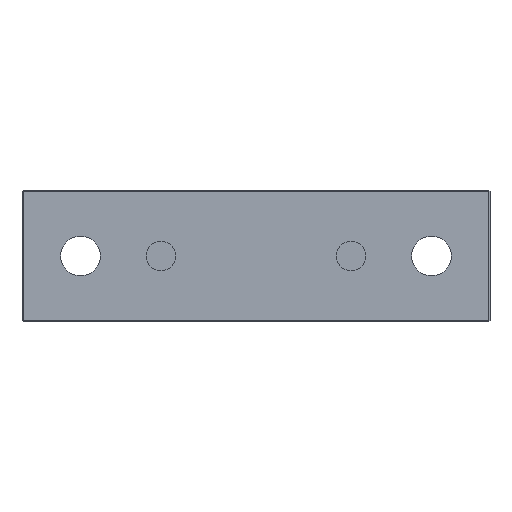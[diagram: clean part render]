
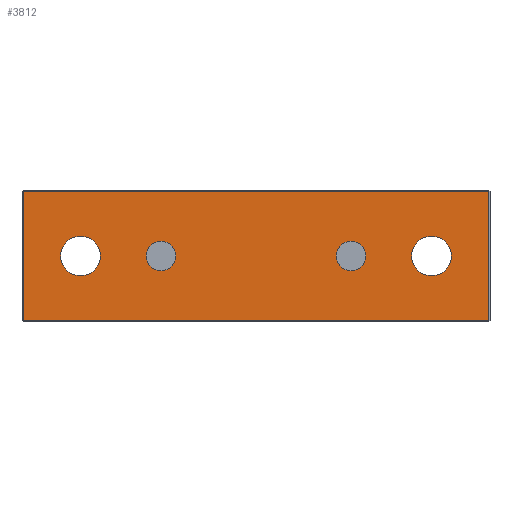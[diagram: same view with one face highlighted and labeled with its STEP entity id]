
A CAD part, front view. The second image highlights one B-rep face of the part: STEP entity #3812.
In plain terms, the highlighted planar face has unit normal (0, -1, 0).
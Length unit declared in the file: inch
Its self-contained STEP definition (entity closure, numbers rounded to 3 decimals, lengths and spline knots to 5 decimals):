
#2 = CIRCLE ( 'NONE', #1653, 0.17 ) ;
#57 = CARTESIAN_POINT ( 'NONE',  ( -1.67, -1.75, 0. ) ) ;
#94 = AXIS2_PLACEMENT_3D ( 'NONE', #1456, #5623, #2057 ) ;
#111 = EDGE_CURVE ( 'NONE', #328, #5081, #6618, .T. ) ;
#128 = CARTESIAN_POINT ( 'NONE',  ( 2., -1.75, 0.5525 ) ) ;
#146 = FACE_OUTER_BOUND ( 'NONE', #7114, .T. ) ;
#291 = CARTESIAN_POINT ( 'NONE',  ( 1.5, -1.75, 0. ) ) ;
#315 = CIRCLE ( 'NONE', #2010, 0.126 ) ;
#328 = VERTEX_POINT ( 'NONE', #7150 ) ;
#450 = ORIENTED_EDGE ( 'NONE', *, *, #111, .T. ) ;
#468 = DIRECTION ( 'NONE',  ( -1., 0., 0. ) ) ;
#570 = CARTESIAN_POINT ( 'NONE',  ( 2., -1.75, 0. ) ) ;
#616 = EDGE_CURVE ( 'NONE', #7287, #4167, #740, .T. ) ;
#650 = ORIENTED_EDGE ( 'NONE', *, *, #2660, .T. ) ;
#740 = CIRCLE ( 'NONE', #6268, 0.17 ) ;
#805 = CARTESIAN_POINT ( 'NONE',  ( 0.9385, -1.75, 0. ) ) ;
#839 = VERTEX_POINT ( 'NONE', #3522 ) ;
#849 = ORIENTED_EDGE ( 'NONE', *, *, #3614, .T. ) ;
#882 = DIRECTION ( 'NONE',  ( -1., 0., 0. ) ) ;
#946 = VERTEX_POINT ( 'NONE', #3021 ) ;
#998 = CARTESIAN_POINT ( 'NONE',  ( -0.6865, -1.75, 0. ) ) ;
#1040 = CARTESIAN_POINT ( 'NONE',  ( 1.67, -1.75, 0. ) ) ;
#1076 = CARTESIAN_POINT ( 'NONE',  ( -0.8125, -1.75, 0. ) ) ;
#1168 = DIRECTION ( 'NONE',  ( 0., 0., -1. ) ) ;
#1175 = CARTESIAN_POINT ( 'NONE',  ( -1.33, -1.75, 0. ) ) ;
#1245 = AXIS2_PLACEMENT_3D ( 'NONE', #570, #4766, #1168 ) ;
#1440 = AXIS2_PLACEMENT_3D ( 'NONE', #3349, #7493, #3966 ) ;
#1456 = CARTESIAN_POINT ( 'NONE',  ( 0.8125, -1.75, 0. ) ) ;
#1468 = EDGE_LOOP ( 'NONE', ( #1697, #4583 ) ) ;
#1653 = AXIS2_PLACEMENT_3D ( 'NONE', #6783, #3237, #7384 ) ;
#1683 = DIRECTION ( 'NONE',  ( -1., 0., 0. ) ) ;
#1697 = ORIENTED_EDGE ( 'NONE', *, *, #4311, .T. ) ;
#1746 = FACE_BOUND ( 'NONE', #5704, .T. ) ;
#1866 = VERTEX_POINT ( 'NONE', #1175 ) ;
#1876 = VECTOR ( 'NONE', #4936, 39.37008 ) ;
#1929 = FACE_BOUND ( 'NONE', #5716, .T. ) ;
#2010 = AXIS2_PLACEMENT_3D ( 'NONE', #1076, #5269, #1683 ) ;
#2015 = CARTESIAN_POINT ( 'NONE',  ( -0.9385, -1.75, 0. ) ) ;
#2057 = DIRECTION ( 'NONE',  ( -1., 0., 0. ) ) ;
#2079 = VECTOR ( 'NONE', #2272, 39.37008 ) ;
#2084 = VERTEX_POINT ( 'NONE', #2015 ) ;
#2118 = EDGE_CURVE ( 'NONE', #5026, #946, #6710, .T. ) ;
#2272 = DIRECTION ( 'NONE',  ( 1., 0., 0. ) ) ;
#2295 = ORIENTED_EDGE ( 'NONE', *, *, #7693, .T. ) ;
#2409 = EDGE_CURVE ( 'NONE', #1866, #7484, #6148, .T. ) ;
#2463 = ORIENTED_EDGE ( 'NONE', *, *, #2118, .T. ) ;
#2511 = AXIS2_PLACEMENT_3D ( 'NONE', #7606, #4071, #468 ) ;
#2571 = VERTEX_POINT ( 'NONE', #6114 ) ;
#2660 = EDGE_CURVE ( 'NONE', #4167, #7287, #2, .T. ) ;
#2704 = CARTESIAN_POINT ( 'NONE',  ( 1.99, -1.75, 0. ) ) ;
#2873 = CARTESIAN_POINT ( 'NONE',  ( -1.5, -1.75, 0. ) ) ;
#2948 = LINE ( 'NONE', #2704, #6094 ) ;
#3021 = CARTESIAN_POINT ( 'NONE',  ( 0.6865, -1.75, 0. ) ) ;
#3032 = CARTESIAN_POINT ( 'NONE',  ( -1.99, -1.75, 0. ) ) ;
#3122 = EDGE_CURVE ( 'NONE', #6629, #2084, #5039, .T. ) ;
#3128 = DIRECTION ( 'NONE',  ( -1., 0., 0. ) ) ;
#3142 = VECTOR ( 'NONE', #3128, 39.37008 ) ;
#3158 = AXIS2_PLACEMENT_3D ( 'NONE', #2873, #7018, #3471 ) ;
#3237 = DIRECTION ( 'NONE',  ( 0., 1., 0. ) ) ;
#3340 = FACE_BOUND ( 'NONE', #3757, .T. ) ;
#3349 = CARTESIAN_POINT ( 'NONE',  ( -1.5, -1.75, 0. ) ) ;
#3471 = DIRECTION ( 'NONE',  ( -1., 0., 0. ) ) ;
#3505 = CARTESIAN_POINT ( 'NONE',  ( 0.8125, -1.75, 0. ) ) ;
#3522 = CARTESIAN_POINT ( 'NONE',  ( 1.99, -1.75, -0.5525 ) ) ;
#3614 = EDGE_CURVE ( 'NONE', #7484, #1866, #4836, .T. ) ;
#3706 = AXIS2_PLACEMENT_3D ( 'NONE', #3505, #7645, #4112 ) ;
#3757 = EDGE_LOOP ( 'NONE', ( #650, #7033 ) ) ;
#3765 = EDGE_CURVE ( 'NONE', #946, #5026, #6202, .T. ) ;
#3812 = ADVANCED_FACE ( 'NONE', ( #3340, #1929, #1746, #6493, #146 ), #7673, .T. ) ;
#3853 = CARTESIAN_POINT ( 'NONE',  ( -1.99, -1.75, -0.5525 ) ) ;
#3966 = DIRECTION ( 'NONE',  ( -1., 0., 0. ) ) ;
#3992 = ORIENTED_EDGE ( 'NONE', *, *, #3765, .T. ) ;
#4071 = DIRECTION ( 'NONE',  ( 0., 1., 0. ) ) ;
#4112 = DIRECTION ( 'NONE',  ( -1., 0., 0. ) ) ;
#4167 = VERTEX_POINT ( 'NONE', #7432 ) ;
#4311 = EDGE_CURVE ( 'NONE', #2084, #6629, #315, .T. ) ;
#4486 = DIRECTION ( 'NONE',  ( 0., 1., 0. ) ) ;
#4583 = ORIENTED_EDGE ( 'NONE', *, *, #3122, .T. ) ;
#4766 = DIRECTION ( 'NONE',  ( 0., -1., 0. ) ) ;
#4836 = CIRCLE ( 'NONE', #1440, 0.17 ) ;
#4936 = DIRECTION ( 'NONE',  ( 0., 0., -1. ) ) ;
#5026 = VERTEX_POINT ( 'NONE', #805 ) ;
#5039 = CIRCLE ( 'NONE', #2511, 0.126 ) ;
#5081 = VERTEX_POINT ( 'NONE', #3853 ) ;
#5263 = LINE ( 'NONE', #5833, #2079 ) ;
#5269 = DIRECTION ( 'NONE',  ( 0., 1., 0. ) ) ;
#5451 = ORIENTED_EDGE ( 'NONE', *, *, #7160, .T. ) ;
#5623 = DIRECTION ( 'NONE',  ( 0., 1., 0. ) ) ;
#5704 = EDGE_LOOP ( 'NONE', ( #3992, #2463 ) ) ;
#5716 = EDGE_LOOP ( 'NONE', ( #849, #6992 ) ) ;
#5833 = CARTESIAN_POINT ( 'NONE',  ( 2., -1.75, -0.5525 ) ) ;
#6094 = VECTOR ( 'NONE', #6859, 39.37008 ) ;
#6114 = CARTESIAN_POINT ( 'NONE',  ( 1.99, -1.75, 0.5525 ) ) ;
#6148 = CIRCLE ( 'NONE', #3158, 0.17 ) ;
#6202 = CIRCLE ( 'NONE', #3706, 0.126 ) ;
#6268 = AXIS2_PLACEMENT_3D ( 'NONE', #291, #4486, #882 ) ;
#6286 = LINE ( 'NONE', #128, #3142 ) ;
#6450 = ORIENTED_EDGE ( 'NONE', *, *, #7004, .T. ) ;
#6493 = FACE_BOUND ( 'NONE', #1468, .T. ) ;
#6618 = LINE ( 'NONE', #3032, #1876 ) ;
#6629 = VERTEX_POINT ( 'NONE', #998 ) ;
#6710 = CIRCLE ( 'NONE', #94, 0.126 ) ;
#6783 = CARTESIAN_POINT ( 'NONE',  ( 1.5, -1.75, 0. ) ) ;
#6859 = DIRECTION ( 'NONE',  ( 0., 0., 1. ) ) ;
#6992 = ORIENTED_EDGE ( 'NONE', *, *, #2409, .T. ) ;
#7004 = EDGE_CURVE ( 'NONE', #2571, #328, #6286, .T. ) ;
#7018 = DIRECTION ( 'NONE',  ( 0., 1., 0. ) ) ;
#7033 = ORIENTED_EDGE ( 'NONE', *, *, #616, .T. ) ;
#7114 = EDGE_LOOP ( 'NONE', ( #5451, #6450, #450, #2295 ) ) ;
#7150 = CARTESIAN_POINT ( 'NONE',  ( -1.99, -1.75, 0.5525 ) ) ;
#7160 = EDGE_CURVE ( 'NONE', #839, #2571, #2948, .T. ) ;
#7287 = VERTEX_POINT ( 'NONE', #1040 ) ;
#7384 = DIRECTION ( 'NONE',  ( -1., 0., 0. ) ) ;
#7432 = CARTESIAN_POINT ( 'NONE',  ( 1.33, -1.75, 0. ) ) ;
#7484 = VERTEX_POINT ( 'NONE', #57 ) ;
#7493 = DIRECTION ( 'NONE',  ( 0., 1., 0. ) ) ;
#7606 = CARTESIAN_POINT ( 'NONE',  ( -0.8125, -1.75, 0. ) ) ;
#7645 = DIRECTION ( 'NONE',  ( 0., 1., 0. ) ) ;
#7673 = PLANE ( 'NONE',  #1245 ) ;
#7693 = EDGE_CURVE ( 'NONE', #5081, #839, #5263, .T. ) ;
